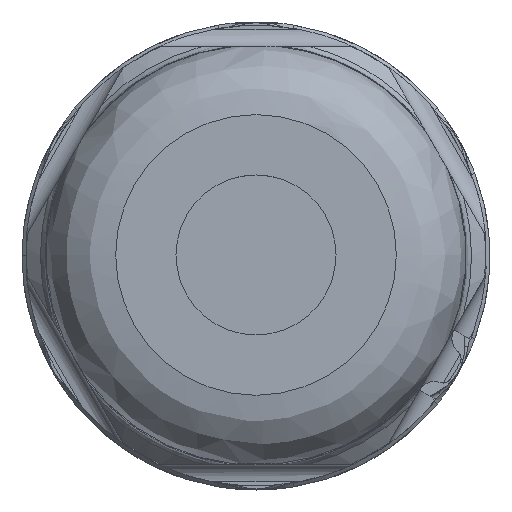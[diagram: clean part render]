
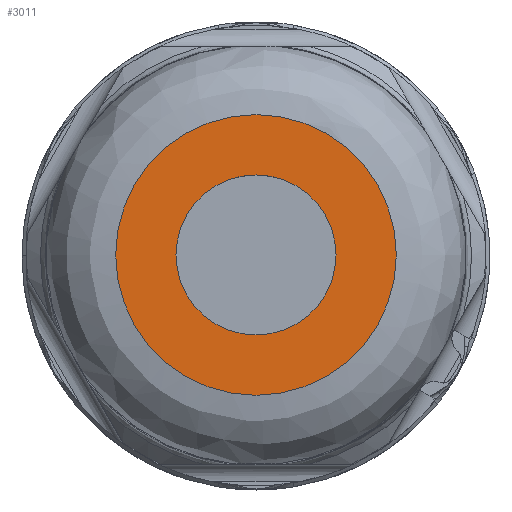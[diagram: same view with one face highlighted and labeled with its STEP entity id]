
A CAD part, top view. The second image highlights one B-rep face of the part: STEP entity #3011.
In plain terms, the highlighted planar face has unit normal (0, 0, 1).
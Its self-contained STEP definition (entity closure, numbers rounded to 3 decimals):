
#2241=PLANE('',#19024);
#2529=FACE_BOUND('',#5240,.T.);
#2530=FACE_BOUND('',#5241,.T.);
#3011=ADVANCED_FACE('',(#2529,#2530),#2241,.T.);
#5240=EDGE_LOOP('',(#10525));
#5241=EDGE_LOOP('',(#10526));
#10525=ORIENTED_EDGE('',*,*,#16107,.T.);
#10526=ORIENTED_EDGE('',*,*,#16052,.T.);
#13968=VERTEX_POINT('',#30145);
#14011=VERTEX_POINT('',#30448);
#16052=EDGE_CURVE('',#13968,#13968,#17613,.T.);
#16107=EDGE_CURVE('',#14011,#14011,#17633,.T.);
#17613=CIRCLE('',#18973,8.067);
#17633=CIRCLE('',#19023,4.6);
#18973=AXIS2_PLACEMENT_3D('',#30144,#22189,#22190);
#19023=AXIS2_PLACEMENT_3D('',#30447,#22291,#22292);
#19024=AXIS2_PLACEMENT_3D('',#30449,#22293,#22294);
#22189=DIRECTION('',(0.,0.,1.));
#22190=DIRECTION('',(0.5,0.866,0.));
#22291=DIRECTION('',(0.,0.,-1.));
#22292=DIRECTION('',(0.5,0.866,0.));
#22293=DIRECTION('',(0.,0.,1.));
#22294=DIRECTION('',(0.5,0.866,0.));
#30144=CARTESIAN_POINT('',(0.,0.,45.6));
#30145=CARTESIAN_POINT('',(4.034,6.987,45.6));
#30447=CARTESIAN_POINT('',(0.,0.,45.6));
#30448=CARTESIAN_POINT('',(2.3,3.984,45.6));
#30449=CARTESIAN_POINT('',(3.319,-12.386,45.6));
